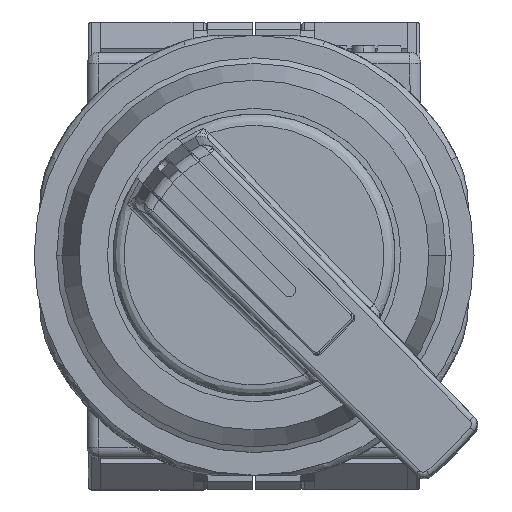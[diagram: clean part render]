
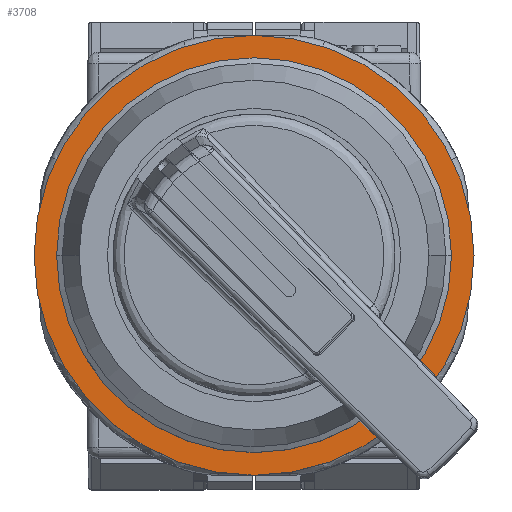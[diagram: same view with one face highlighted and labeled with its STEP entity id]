
A CAD part, top view. The second image highlights one B-rep face of the part: STEP entity #3708.
In plain terms, the highlighted planar face has unit normal (0, 0, 1).
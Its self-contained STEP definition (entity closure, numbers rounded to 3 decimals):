
#50 = CARTESIAN_POINT ( 'NONE',  ( 19.5, 0., 1.5 ) ) ;
#456 = CIRCLE ( 'NONE', #5170, 14.75 ) ;
#599 = ORIENTED_EDGE ( 'NONE', *, *, #5704, .T. ) ;
#1129 = CARTESIAN_POINT ( 'NONE',  ( 0., 0., 1.5 ) ) ;
#1540 = CARTESIAN_POINT ( 'NONE',  ( -19.5, 0., 1.5 ) ) ;
#1643 = DIRECTION ( 'NONE',  ( -1., 0., 0. ) ) ;
#2040 = AXIS2_PLACEMENT_3D ( 'NONE', #13223, #9253, #7265 ) ;
#3448 = ORIENTED_EDGE ( 'NONE', *, *, #14672, .T. ) ;
#3652 = DIRECTION ( 'NONE',  ( 0., 0., 1. ) ) ;
#3708 = ADVANCED_FACE ( 'NONE', ( #10041, #15551 ), #19099, .T. ) ;
#3771 = DIRECTION ( 'NONE',  ( -1., 0., 0. ) ) ;
#5170 = AXIS2_PLACEMENT_3D ( 'NONE', #5641, #3652, #1643 ) ;
#5194 = AXIS2_PLACEMENT_3D ( 'NONE', #19189, #5758, #3771 ) ;
#5641 = CARTESIAN_POINT ( 'NONE',  ( 0., 0., 1.5 ) ) ;
#5704 = EDGE_CURVE ( 'NONE', #11356, #5935, #12472, .T. ) ;
#5758 = DIRECTION ( 'NONE',  ( 0., 0., 1. ) ) ;
#5935 = VERTEX_POINT ( 'NONE', #50 ) ;
#7025 = ORIENTED_EDGE ( 'NONE', *, *, #18471, .F. ) ;
#7265 = DIRECTION ( 'NONE',  ( -1., 0., 0. ) ) ;
#7407 = AXIS2_PLACEMENT_3D ( 'NONE', #1129, #18648, #16600 ) ;
#8592 = CARTESIAN_POINT ( 'NONE',  ( -14.75, 0., 1.5 ) ) ;
#8681 = CIRCLE ( 'NONE', #5194, 19.5 ) ;
#9253 = DIRECTION ( 'NONE',  ( 0., 0., 1. ) ) ;
#9408 = VERTEX_POINT ( 'NONE', #13377 ) ;
#10041 = FACE_BOUND ( 'NONE', #15749, .T. ) ;
#10973 = ORIENTED_EDGE ( 'NONE', *, *, #18026, .F. ) ;
#11110 = DIRECTION ( 'NONE',  ( 1., 0., 0. ) ) ;
#11356 = VERTEX_POINT ( 'NONE', #1540 ) ;
#12472 = CIRCLE ( 'NONE', #7407, 19.5 ) ;
#13087 = DIRECTION ( 'NONE',  ( 0., 0., 1. ) ) ;
#13223 = CARTESIAN_POINT ( 'NONE',  ( 0., 0., 1.5 ) ) ;
#13377 = CARTESIAN_POINT ( 'NONE',  ( 14.75, 0., 1.5 ) ) ;
#14550 = AXIS2_PLACEMENT_3D ( 'NONE', #15069, #13087, #11110 ) ;
#14672 = EDGE_CURVE ( 'NONE', #5935, #11356, #8681, .T. ) ;
#14978 = VERTEX_POINT ( 'NONE', #8592 ) ;
#15069 = CARTESIAN_POINT ( 'NONE',  ( -19.734, -19.734, 1.5 ) ) ;
#15551 = FACE_OUTER_BOUND ( 'NONE', #16978, .T. ) ;
#15749 = EDGE_LOOP ( 'NONE', ( #7025, #10973 ) ) ;
#16600 = DIRECTION ( 'NONE',  ( -1., 0., 0. ) ) ;
#16978 = EDGE_LOOP ( 'NONE', ( #599, #3448 ) ) ;
#18026 = EDGE_CURVE ( 'NONE', #9408, #14978, #456, .T. ) ;
#18471 = EDGE_CURVE ( 'NONE', #14978, #9408, #18530, .T. ) ;
#18530 = CIRCLE ( 'NONE', #2040, 14.75 ) ;
#18648 = DIRECTION ( 'NONE',  ( 0., 0., 1. ) ) ;
#19099 = PLANE ( 'NONE',  #14550 ) ;
#19189 = CARTESIAN_POINT ( 'NONE',  ( 0., 0., 1.5 ) ) ;
